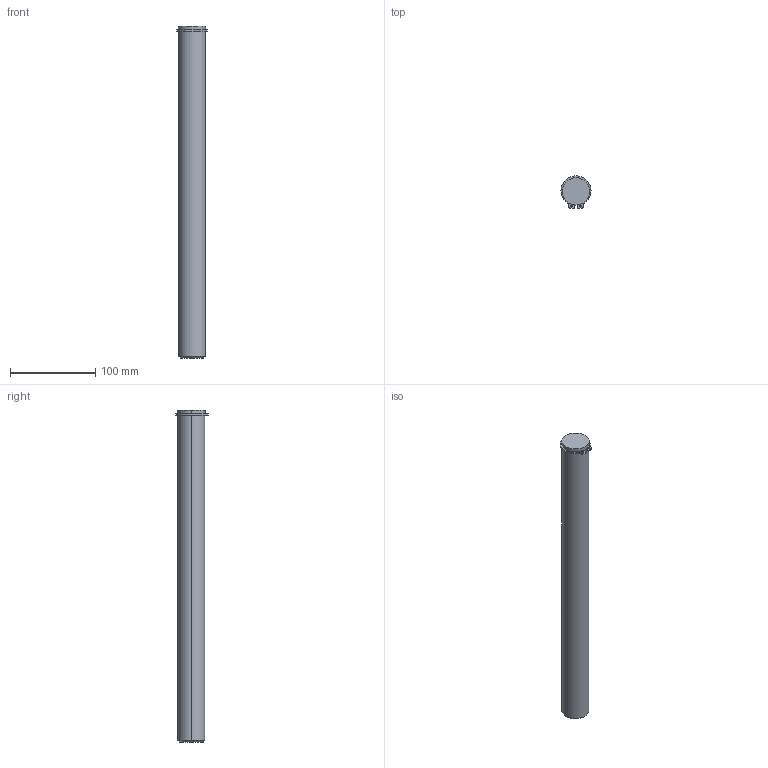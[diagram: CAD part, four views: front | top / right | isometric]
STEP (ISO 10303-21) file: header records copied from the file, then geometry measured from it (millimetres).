
FILE_DESCRIPTION (( 'STEP AP203' ), '1' );
FILE_NAME ('Y43G0004-下料頂桿.STEP', '2023-11-17T05:33:02', ( '' ), ( '' ), 'SwSTEP 2.0', 'SolidWorks 2018', '' );
FILE_SCHEMA (( 'CONFIG_CONTROL_DESIGN' ));
Length unit declared in the file: millimetre
Products named in the file (3): Y43G0004-下料頂桿; 複製 of CSS032-C型扣環(軸用)^Y43G0004-下料頂桿_16[Φ32軸用]; 複製 of 43G0004-下料頂桿(H)^Y43G0004-下料頂桿
Assembly tree (2 placements, depth 2):
  Y43G0004-下料頂桿
    複製 of 43G0004-下料頂桿(H)^Y43G0004-下料頂桿
    複製 of CSS032-C型扣環(軸用)^Y43G0004-下料頂桿_16[Φ32軸用]
Bounding box: 35.26 x 37.96 x 390 mm (x, y, z)
Volume: 308043.2 mm3; surface area: 41450 mm2
Topology: 2 solids, 2 shells, 34 faces, 82 edges, 54 vertices
Faces by surface type: cylinder 20, plane 12, cone 2
Entity records: 1325 total; most frequent: DIRECTION 202, CARTESIAN_POINT 175, ORIENTED_EDGE 164, EDGE_CURVE 82, AXIS2_PLACEMENT_3D 81, VERTEX_POINT 54, CIRCLE 42, LINE 40
